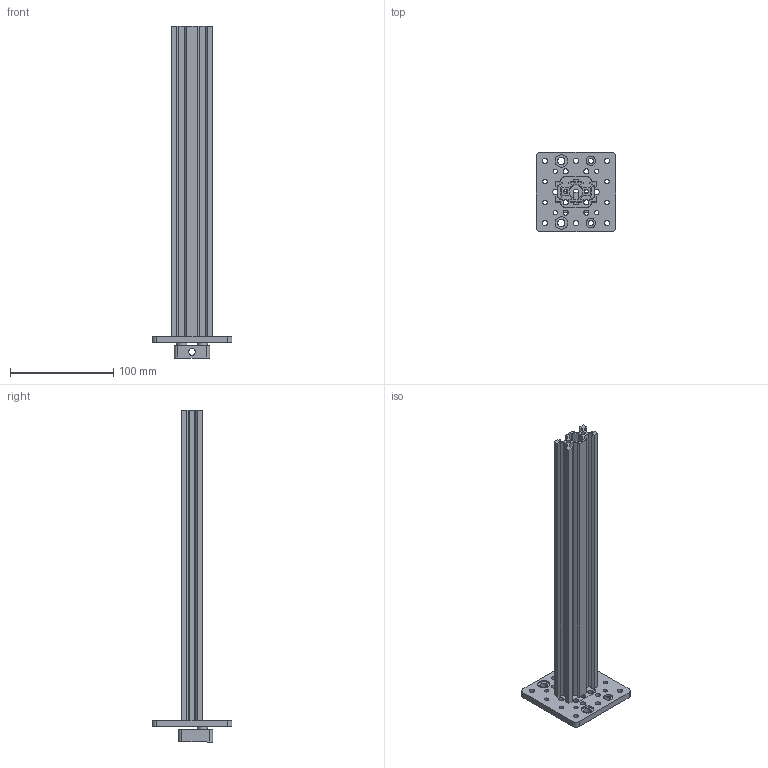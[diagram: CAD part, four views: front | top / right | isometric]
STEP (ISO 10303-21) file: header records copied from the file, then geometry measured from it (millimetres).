
FILE_DESCRIPTION(/* description */ (''),/* implementation_level */ '2;1');
FILE_NAME(/* name */ 'MovingPlate.stp',/* time_stamp */ '2024-09-11T17:46:45-06:00',/* author */ ('Admin'),/* organization */ (''),/* preprocessor_version */ 'ST-DEVELOPER v20',/* originating_system */ 'Autodesk Inventor 2024',/* authorisation */ '');
FILE_SCHEMA (('AUTOMOTIVE_DESIGN { 1 0 10303 214 3 1 1 }'));
Length unit declared in the file: millimetre
Products named in the file (5): MovingPlate; Anti-Backlash Nut Block; Aluminium Spacer 3mm; C-Beam Gantry Plate; AP20x20
Assembly tree (5 placements, depth 2):
  MovingPlate
    Anti-Backlash Nut Block
    Aluminium Spacer 3mm  x2
    C-Beam Gantry Plate
    AP20x20
Bounding box: 77.15 x 77.15 x 321 mm (x, y, z)
Volume: 125795.8 mm3; surface area: 110086.5 mm2
Topology: 5 solids, 5 shells, 189 faces, 506 edges, 336 vertices
Faces by surface type: plane 124, cylinder 61, cone 4
Full cylindrical faces by diameter (mm): 4.134 x1, 4.2 x8, 4.3 x2, 5 x4, 5.1 x19, 6.647 x2, 7.2 x2, 9 x4, 10 x2, 12 x2
Entity records: 6119 total; most frequent: CARTESIAN_POINT 1019, DIRECTION 1002, ORIENTED_EDGE 992, EDGE_CURVE 496, LINE 376, VECTOR 376, VERTEX_POINT 330, AXIS2_PLACEMENT_3D 313
